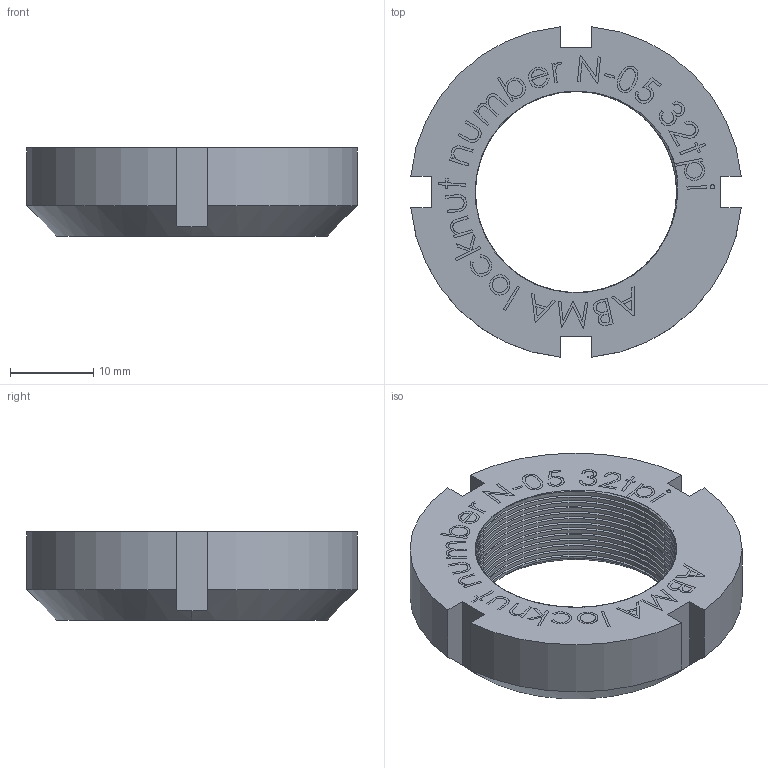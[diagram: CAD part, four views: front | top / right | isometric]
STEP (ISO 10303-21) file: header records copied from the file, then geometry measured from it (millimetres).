
FILE_DESCRIPTION (( 'STEP AP203' ), '1' );
FILE_NAME ('415-2158103128_2022_Default_sldprt.STEP', '2023-01-20T01:32:37', ( '' ), ( '' ), 'SwSTEP 2.0', 'SolidWorks 2022', '' );
FILE_SCHEMA (( 'CONFIG_CONTROL_DESIGN' ));
Length unit declared in the file: inch
Products named in the file (1): 415-2158103128_2022_Default_sldprt
Bounding box: 39.64 x 39.64 x 10.57 mm (x, y, z)
Volume: 7187.1 mm3; surface area: 3755.7 mm2
Topology: 1 solids, 1 shells, 88 faces, 458 edges, 408 vertices
Faces by surface type: plane 50, cylinder 31, cone 5, bspline 2
Entity records: 8444 total; most frequent: CARTESIAN_POINT 4968, ORIENTED_EDGE 916, EDGE_CURVE 458, DIRECTION 442, VERTEX_POINT 408, LINE 234, VECTOR 234, B_SPLINE_CURVE_WITH_KNOTS 154
